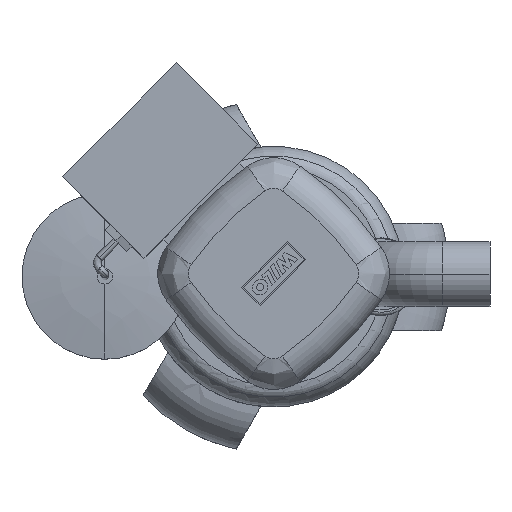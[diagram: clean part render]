
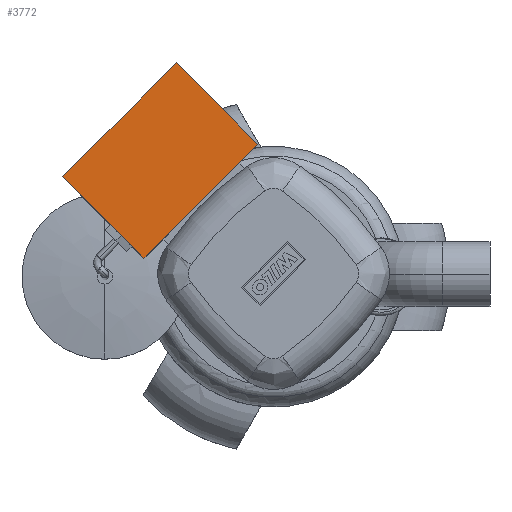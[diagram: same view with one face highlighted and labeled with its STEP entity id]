
A CAD part, top view. The second image highlights one B-rep face of the part: STEP entity #3772.
In plain terms, the highlighted planar face has unit normal (0, 0, 1).
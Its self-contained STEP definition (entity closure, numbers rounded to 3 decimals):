
#3659=CARTESIAN_POINT('',(-10.253,84.499,1165.0));
#3660=VERTEX_POINT('',#3659);
#3667=CARTESIAN_POINT('',(-84.499,10.253,1165.0));
#3668=VERTEX_POINT('',#3667);
#3669=CARTESIAN_POINT('',(-10.253,84.499,1165.0));
#3670=DIRECTION('',(-0.707,-0.707,0.0));
#3671=VECTOR('',#3670,105.);
#3672=LINE('',#3669,#3671);
#3673=EDGE_CURVE('',#3660,#3668,#3672,.T.);
#3725=CARTESIAN_POINT('',(-63.286,137.532,1165.0));
#3726=VERTEX_POINT('',#3725);
#3733=CARTESIAN_POINT('',(-10.253,84.499,1165.0));
#3734=DIRECTION('',(-0.707,0.707,0.0));
#3735=VECTOR('',#3734,75.);
#3736=LINE('',#3733,#3735);
#3737=EDGE_CURVE('',#3660,#3726,#3736,.T.);
#3749=CARTESIAN_POINT('',(-10.253,84.499,1165.0));
#3750=DIRECTION('',(0.0,0.0,1.0));
#3751=DIRECTION('',(-1.0,0.0,0.0));
#3752=AXIS2_PLACEMENT_3D('',#3749,#3750,#3751);
#3753=PLANE('',#3752);
#3754=CARTESIAN_POINT('',(-137.532,63.286,1165.0));
#3755=VERTEX_POINT('',#3754);
#3756=CARTESIAN_POINT('',(-63.286,137.532,1165.0));
#3757=DIRECTION('',(-0.707,-0.707,0.0));
#3758=VECTOR('',#3757,105.);
#3759=LINE('',#3756,#3758);
#3760=EDGE_CURVE('',#3726,#3755,#3759,.T.);
#3761=ORIENTED_EDGE('',*,*,#3760,.T.);
#3762=CARTESIAN_POINT('',(-84.499,10.253,1165.0));
#3763=DIRECTION('',(-0.707,0.707,0.0));
#3764=VECTOR('',#3763,75.);
#3765=LINE('',#3762,#3764);
#3766=EDGE_CURVE('',#3668,#3755,#3765,.T.);
#3767=ORIENTED_EDGE('',*,*,#3766,.F.);
#3768=ORIENTED_EDGE('',*,*,#3673,.F.);
#3769=ORIENTED_EDGE('',*,*,#3737,.T.);
#3770=EDGE_LOOP('',(#3761,#3767,#3768,#3769));
#3771=FACE_OUTER_BOUND('',#3770,.T.);
#3772=ADVANCED_FACE('',(#3771),#3753,.T.);
